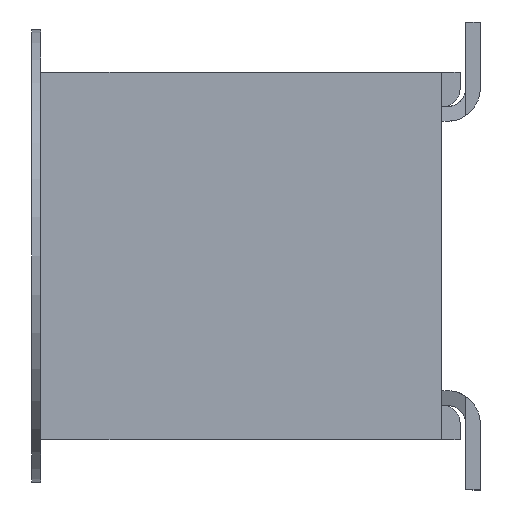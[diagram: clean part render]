
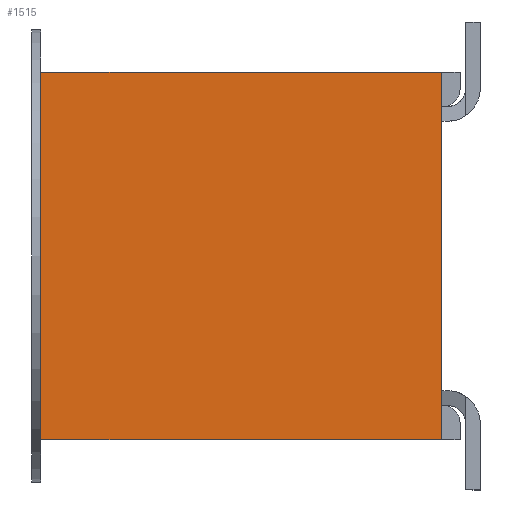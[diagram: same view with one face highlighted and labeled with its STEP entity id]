
A CAD part, left-side view. The second image highlights one B-rep face of the part: STEP entity #1515.
In plain terms, the highlighted planar face has unit normal (-1, 0, 0).
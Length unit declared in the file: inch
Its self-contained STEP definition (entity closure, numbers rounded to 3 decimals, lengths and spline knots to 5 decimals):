
#107 = EDGE_CURVE ( 'NONE', #400, #18541, #7788, .T. ) ;
#400 = VERTEX_POINT ( 'NONE', #8493 ) ;
#16919 = LINE ( 'NONE', #16920, #16921 ) ;
#16920 = CARTESIAN_POINT ( 'NONE',  ( -0.505, 0.114, 0.1 ) ) ;
#16921 = VECTOR ( 'NONE', #16922, 39.37008 ) ;
#16922 = DIRECTION ( 'NONE',  ( 0., 0., -1. ) ) ;
#1515 = ADVANCED_FACE ( 'NONE', ( #10557 ), #10558, .F. ) ;
#1803 = EDGE_CURVE ( 'NONE', #14308, #16146, #11033, .T. ) ;
#1963 = EDGE_LOOP ( 'NONE', ( #2594, #3257, #7186, #7866 ) ) ;
#18541 = VERTEX_POINT ( 'NONE', #24845 ) ;
#2594 = ORIENTED_EDGE ( 'NONE', *, *, #107, .T. ) ;
#3179 = LINE ( 'NONE', #3180, #3181 ) ;
#3180 = CARTESIAN_POINT ( 'NONE',  ( -0.505, -0.104, 0.081 ) ) ;
#3181 = VECTOR ( 'NONE', #3182, 39.37008 ) ;
#3182 = DIRECTION ( 'NONE',  ( 0., 0., -1. ) ) ;
#3257 = ORIENTED_EDGE ( 'NONE', *, *, #24475, .F. ) ;
#20790 = CARTESIAN_POINT ( 'NONE',  ( -0.505, 0.114, 0.1 ) ) ;
#22703 = CARTESIAN_POINT ( 'NONE',  ( -0.505, -0.104, 0.1 ) ) ;
#7186 = ORIENTED_EDGE ( 'NONE', *, *, #1803, .F. ) ;
#7788 = LINE ( 'NONE', #7789, #7790 ) ;
#7789 = CARTESIAN_POINT ( 'NONE',  ( -0.505, 0.114, -0.1 ) ) ;
#7790 = VECTOR ( 'NONE', #7791, 39.37008 ) ;
#7791 = DIRECTION ( 'NONE',  ( 0., -1., 0. ) ) ;
#7866 = ORIENTED_EDGE ( 'NONE', *, *, #8480, .T. ) ;
#24475 = EDGE_CURVE ( 'NONE', #16146, #18541, #3179, .T. ) ;
#24845 = CARTESIAN_POINT ( 'NONE',  ( -0.505, -0.104, -0.1 ) ) ;
#8480 = EDGE_CURVE ( 'NONE', #14308, #400, #16919, .T. ) ;
#8493 = CARTESIAN_POINT ( 'NONE',  ( -0.505, 0.114, -0.1 ) ) ;
#10557 = FACE_OUTER_BOUND ( 'NONE', #1963, .T. ) ;
#10558 = PLANE ( 'NONE',  #10559 ) ;
#10559 = AXIS2_PLACEMENT_3D ( 'NONE', #10560, #10561, #10562 ) ;
#10560 = CARTESIAN_POINT ( 'NONE',  ( -0.505, 0.114, 0.1 ) ) ;
#10561 = DIRECTION ( 'NONE',  ( 1., 0., 0. ) ) ;
#10562 = DIRECTION ( 'NONE',  ( 0., 0., -1. ) ) ;
#11033 = LINE ( 'NONE', #11034, #11035 ) ;
#11034 = CARTESIAN_POINT ( 'NONE',  ( -0.505, 0.114, 0.1 ) ) ;
#11035 = VECTOR ( 'NONE', #11036, 39.37008 ) ;
#11036 = DIRECTION ( 'NONE',  ( 0., -1., 0. ) ) ;
#14308 = VERTEX_POINT ( 'NONE', #20790 ) ;
#16146 = VERTEX_POINT ( 'NONE', #22703 ) ;
